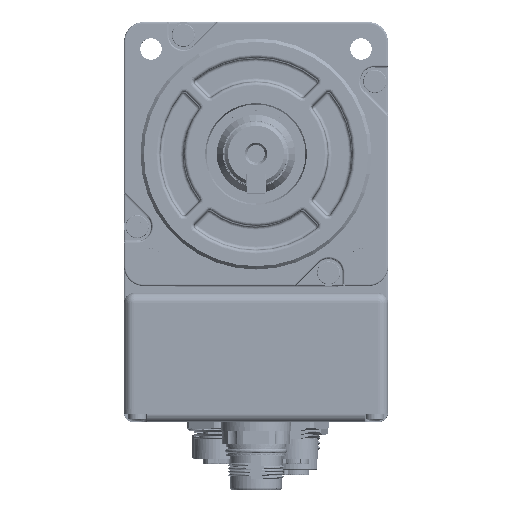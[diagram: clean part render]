
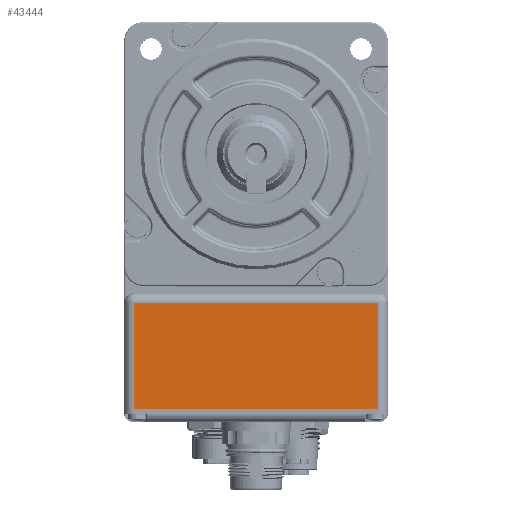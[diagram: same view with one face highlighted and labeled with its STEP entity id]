
A CAD part, top view. The second image highlights one B-rep face of the part: STEP entity #43444.
In plain terms, the highlighted planar face has unit normal (0, 0, 1).
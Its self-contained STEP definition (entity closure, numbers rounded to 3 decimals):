
#4849 = DIRECTION ( 'NONE',  ( 1., 0., 0. ) ) ;
#5226 = CARTESIAN_POINT ( 'NONE',  ( -29.723, -4.051, 44.657 ) ) ;
#5281 = EDGE_CURVE ( 'NONE', #86235, #8230, #23316, .T. ) ;
#8230 = VERTEX_POINT ( 'NONE', #47751 ) ;
#11660 = EDGE_CURVE ( 'NONE', #91831, #86235, #83045, .T. ) ;
#11767 = VECTOR ( 'NONE', #4849, 1000. ) ;
#12847 = ORIENTED_EDGE ( 'NONE', *, *, #74153, .T. ) ;
#19103 = DIRECTION ( 'NONE',  ( 0., 1., 0. ) ) ;
#22458 = ORIENTED_EDGE ( 'NONE', *, *, #98354, .T. ) ;
#23316 = LINE ( 'NONE', #39650, #34107 ) ;
#27944 = VERTEX_POINT ( 'NONE', #78745 ) ;
#29988 = CARTESIAN_POINT ( 'NONE',  ( 7.277, -36.051, 44.657 ) ) ;
#34107 = VECTOR ( 'NONE', #84414, 1000. ) ;
#37071 = ORIENTED_EDGE ( 'NONE', *, *, #5281, .T. ) ;
#39650 = CARTESIAN_POINT ( 'NONE',  ( 44.277, -4.051, 44.657 ) ) ;
#43005 = LINE ( 'NONE', #101796, #86058 ) ;
#43444 = ADVANCED_FACE ( 'NONE', ( #90177 ), #77774, .T. ) ;
#47266 = DIRECTION ( 'NONE',  ( -1., 0., 0. ) ) ;
#47751 = CARTESIAN_POINT ( 'NONE',  ( 44.277, -4.051, 44.657 ) ) ;
#55041 = CARTESIAN_POINT ( 'NONE',  ( -29.723, -36.051, 44.657 ) ) ;
#63386 = EDGE_LOOP ( 'NONE', ( #12847, #22458, #70919, #37071 ) ) ;
#70919 = ORIENTED_EDGE ( 'NONE', *, *, #11660, .T. ) ;
#73728 = AXIS2_PLACEMENT_3D ( 'NONE', #104756, #86433, #19103 ) ;
#74153 = EDGE_CURVE ( 'NONE', #8230, #27944, #86018, .T. ) ;
#76307 = DIRECTION ( 'NONE',  ( 0., -1., 0. ) ) ;
#76618 = VECTOR ( 'NONE', #47266, 1000. ) ;
#77774 = PLANE ( 'NONE',  #73728 ) ;
#78745 = CARTESIAN_POINT ( 'NONE',  ( -29.723, -4.051, 44.657 ) ) ;
#83045 = LINE ( 'NONE', #29988, #11767 ) ;
#84414 = DIRECTION ( 'NONE',  ( 0., 1., 0. ) ) ;
#85338 = CARTESIAN_POINT ( 'NONE',  ( 44.277, -36.051, 44.657 ) ) ;
#86018 = LINE ( 'NONE', #5226, #76618 ) ;
#86058 = VECTOR ( 'NONE', #76307, 1000. ) ;
#86235 = VERTEX_POINT ( 'NONE', #85338 ) ;
#86433 = DIRECTION ( 'NONE',  ( 0., 0., 1. ) ) ;
#90177 = FACE_OUTER_BOUND ( 'NONE', #63386, .T. ) ;
#91831 = VERTEX_POINT ( 'NONE', #55041 ) ;
#98354 = EDGE_CURVE ( 'NONE', #27944, #91831, #43005, .T. ) ;
#101796 = CARTESIAN_POINT ( 'NONE',  ( -29.723, -36.051, 44.657 ) ) ;
#104756 = CARTESIAN_POINT ( 'NONE',  ( 7.277, 20.949, 44.657 ) ) ;
